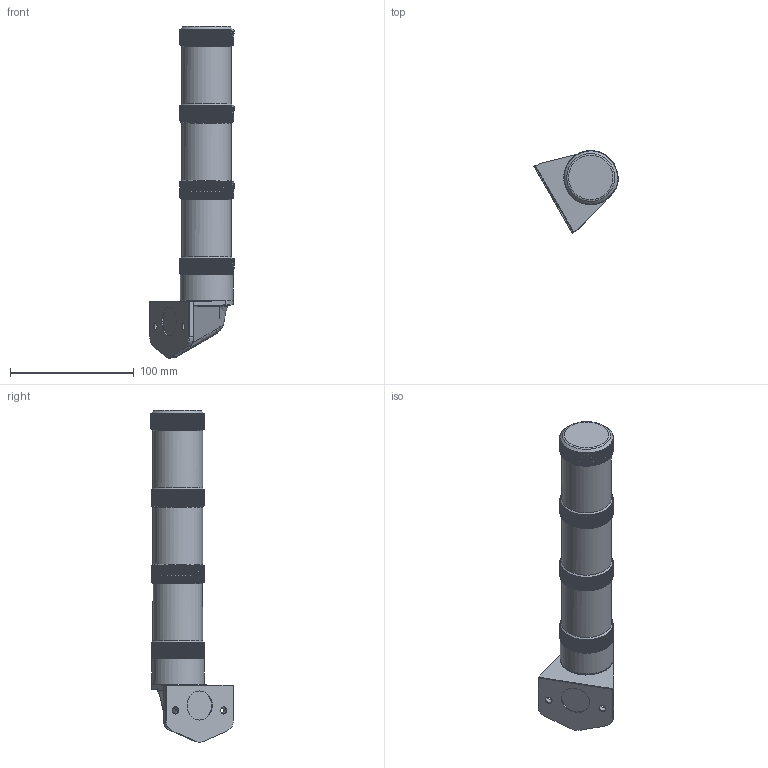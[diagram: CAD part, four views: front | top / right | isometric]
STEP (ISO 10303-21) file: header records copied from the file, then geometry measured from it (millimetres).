
FILE_DESCRIPTION(/* description */ (''),/* implementation_level */ '2;1');
FILE_NAME(/* name */ 'ZMV 4xZDC.stp',/* time_stamp */ '2014-09-17T12:22:15+02:00',/* author */ (''),/* organization */ (''),/* preprocessor_version */ 'ST-DEVELOPER v11',/* originating_system */ 'SIEMENS PLM Software NX 7.5',/* authorisation */ '');
FILE_SCHEMA (('AUTOMOTIVE_DESIGN { 1 0 10303 214 1 1 1 1 }'));
Products named in the file (1): m.ne196615qp
Bounding box: 68.06 x 66.49 x 267.77 mm (x, y, z)
Volume: 338791.2 mm3; surface area: 73752.7 mm2
Topology: 10 solids, 10 shells, 3672 faces, 9225 edges, 5682 vertices
Faces by surface type: plane 1632, cylinder 672, cone 608, torus 549, bspline 196, sphere 15
Full cylindrical faces by diameter (mm): 1.2 x18, 5.8 x2, 7.6 x1, 7.9 x2, 23.5 x1, 34 x1, 36.6 x4, 37.311 x3, 37.6 x4, 40 x4, 41.95 x3, 42.5 x2
Entity records: 118822 total; most frequent: CARTESIAN_POINT 34851, ORIENTED_EDGE 17972, DIRECTION 16551, EDGE_CURVE 8986, AXIS2_PLACEMENT_3D 6724, VERTEX_POINT 5588, EDGE_LOOP 3932, ADVANCED_FACE 3672
